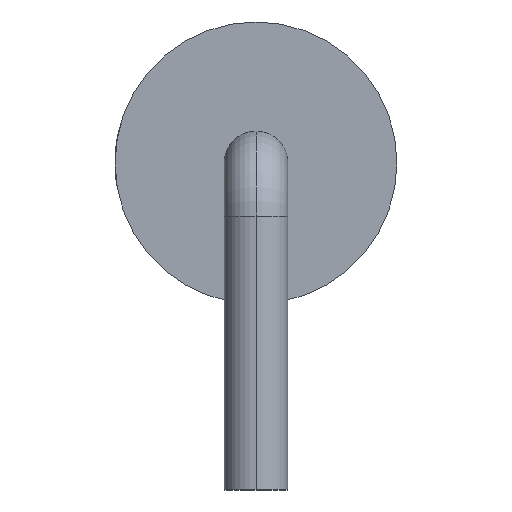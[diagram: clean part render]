
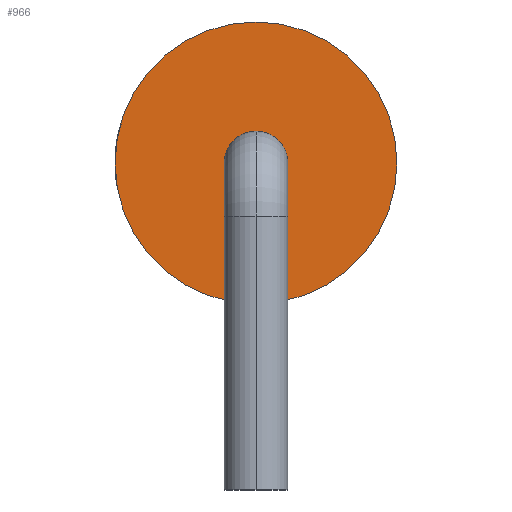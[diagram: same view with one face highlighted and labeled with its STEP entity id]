
A CAD part, left-side view. The second image highlights one B-rep face of the part: STEP entity #966.
In plain terms, the highlighted planar face has unit normal (-1, 0, 0).
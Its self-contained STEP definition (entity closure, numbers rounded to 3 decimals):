
#353 = EDGE_CURVE ( 'NONE', #2651, #11659, #7492, .T. ) ;
#783 = CIRCLE ( 'NONE', #3566, 0.6 ) ;
#966 = ADVANCED_FACE ( 'NONE', ( #1165, #12351 ), #4224, .F. ) ;
#981 = DIRECTION ( 'NONE',  ( 1., 0., 0. ) ) ;
#1165 = FACE_BOUND ( 'NONE', #2486, .T. ) ;
#1270 = DIRECTION ( 'NONE',  ( 0., 0., 1. ) ) ;
#1301 = CIRCLE ( 'NONE', #9206, 2.651 ) ;
#1487 = ORIENTED_EDGE ( 'NONE', *, *, #7431, .T. ) ;
#1728 = CIRCLE ( 'NONE', #10461, 2.651 ) ;
#1980 = CARTESIAN_POINT ( 'NONE',  ( -4.2, 0., 2.65 ) ) ;
#2483 = CARTESIAN_POINT ( 'NONE',  ( -4.2, 0., 2.65 ) ) ;
#2486 = EDGE_LOOP ( 'NONE', ( #9168, #10511 ) ) ;
#2651 = VERTEX_POINT ( 'NONE', #10748 ) ;
#3233 = DIRECTION ( 'NONE',  ( 1., 0., 0. ) ) ;
#3566 = AXIS2_PLACEMENT_3D ( 'NONE', #8194, #981, #10080 ) ;
#3712 = CARTESIAN_POINT ( 'NONE',  ( -4.2, 0., 5.301 ) ) ;
#4000 = DIRECTION ( 'NONE',  ( 0., 0., 1. ) ) ;
#4224 = PLANE ( 'NONE',  #12705 ) ;
#5328 = EDGE_LOOP ( 'NONE', ( #9813, #1487 ) ) ;
#5680 = VERTEX_POINT ( 'NONE', #9661 ) ;
#7431 = EDGE_CURVE ( 'NONE', #5680, #9336, #1728, .T. ) ;
#7492 = CIRCLE ( 'NONE', #10704, 0.6 ) ;
#8194 = CARTESIAN_POINT ( 'NONE',  ( -4.2, 0., 2.65 ) ) ;
#8263 = EDGE_CURVE ( 'NONE', #9336, #5680, #1301, .T. ) ;
#8287 = CARTESIAN_POINT ( 'NONE',  ( -4.2, 0., 2.65 ) ) ;
#8312 = DIRECTION ( 'NONE',  ( 0., 0., -1. ) ) ;
#8366 = DIRECTION ( 'NONE',  ( 0., 0., -1. ) ) ;
#9168 = ORIENTED_EDGE ( 'NONE', *, *, #13123, .T. ) ;
#9171 = DIRECTION ( 'NONE',  ( 1., 0., 0. ) ) ;
#9206 = AXIS2_PLACEMENT_3D ( 'NONE', #2483, #10432, #1270 ) ;
#9336 = VERTEX_POINT ( 'NONE', #3712 ) ;
#9661 = CARTESIAN_POINT ( 'NONE',  ( -4.2, 0., -0.001 ) ) ;
#9813 = ORIENTED_EDGE ( 'NONE', *, *, #8263, .T. ) ;
#10080 = DIRECTION ( 'NONE',  ( 0., 0., -1. ) ) ;
#10432 = DIRECTION ( 'NONE',  ( -1., 0., 0. ) ) ;
#10461 = AXIS2_PLACEMENT_3D ( 'NONE', #8287, #12132, #4000 ) ;
#10511 = ORIENTED_EDGE ( 'NONE', *, *, #353, .T. ) ;
#10704 = AXIS2_PLACEMENT_3D ( 'NONE', #1980, #9171, #8366 ) ;
#10748 = CARTESIAN_POINT ( 'NONE',  ( -4.2, 0., 3.25 ) ) ;
#11191 = CARTESIAN_POINT ( 'NONE',  ( -4.2, 0., 2.65 ) ) ;
#11659 = VERTEX_POINT ( 'NONE', #13042 ) ;
#12132 = DIRECTION ( 'NONE',  ( -1., 0., 0. ) ) ;
#12351 = FACE_OUTER_BOUND ( 'NONE', #5328, .T. ) ;
#12705 = AXIS2_PLACEMENT_3D ( 'NONE', #11191, #3233, #8312 ) ;
#13042 = CARTESIAN_POINT ( 'NONE',  ( -4.2, 0., 2.05 ) ) ;
#13123 = EDGE_CURVE ( 'NONE', #11659, #2651, #783, .T. ) ;
